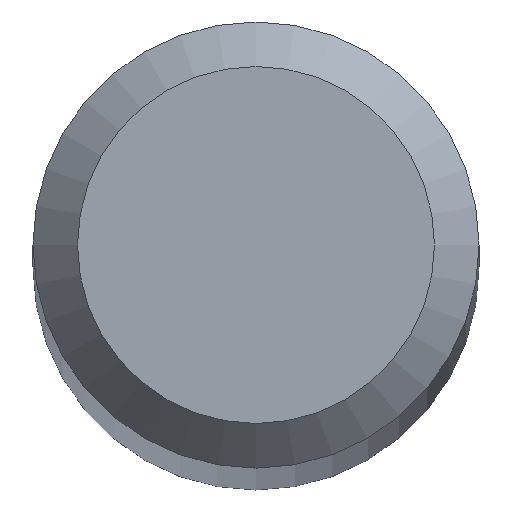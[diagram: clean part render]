
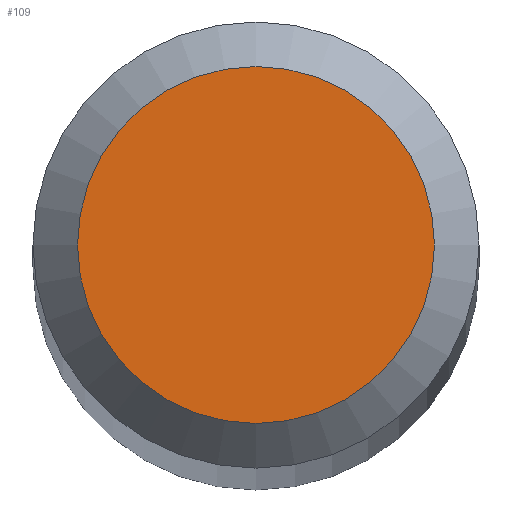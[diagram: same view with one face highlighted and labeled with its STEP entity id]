
A CAD part, top view. The second image highlights one B-rep face of the part: STEP entity #109.
In plain terms, the highlighted planar face has unit normal (0, 0, 1).
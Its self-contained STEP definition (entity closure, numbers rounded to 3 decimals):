
#27 = FACE_OUTER_BOUND ( 'NONE', #218, .T. ) ;
#49 = EDGE_CURVE ( 'NONE', #143, #143, #125, .T. ) ;
#102 = DIRECTION ( 'NONE',  ( 0., 1., 0. ) ) ;
#109 = ADVANCED_FACE ( 'NONE', ( #27 ), #173, .F. ) ;
#120 = CARTESIAN_POINT ( 'NONE',  ( 0., 0., 30. ) ) ;
#125 = CIRCLE ( 'NONE', #137, 0.4 ) ;
#134 = DIRECTION ( 'NONE',  ( 0., 1., 0. ) ) ;
#137 = AXIS2_PLACEMENT_3D ( 'NONE', #120, #159, #102 ) ;
#141 = AXIS2_PLACEMENT_3D ( 'NONE', #160, #194, #134 ) ;
#143 = VERTEX_POINT ( 'NONE', #220 ) ;
#154 = ORIENTED_EDGE ( 'NONE', *, *, #49, .F. ) ;
#159 = DIRECTION ( 'NONE',  ( 0., 0., -1. ) ) ;
#160 = CARTESIAN_POINT ( 'NONE',  ( 0., 0., 30. ) ) ;
#173 = PLANE ( 'NONE',  #141 ) ;
#194 = DIRECTION ( 'NONE',  ( 0., 0., -1. ) ) ;
#218 = EDGE_LOOP ( 'NONE', ( #154 ) ) ;
#220 = CARTESIAN_POINT ( 'NONE',  ( 0., 0.4, 30. ) ) ;
